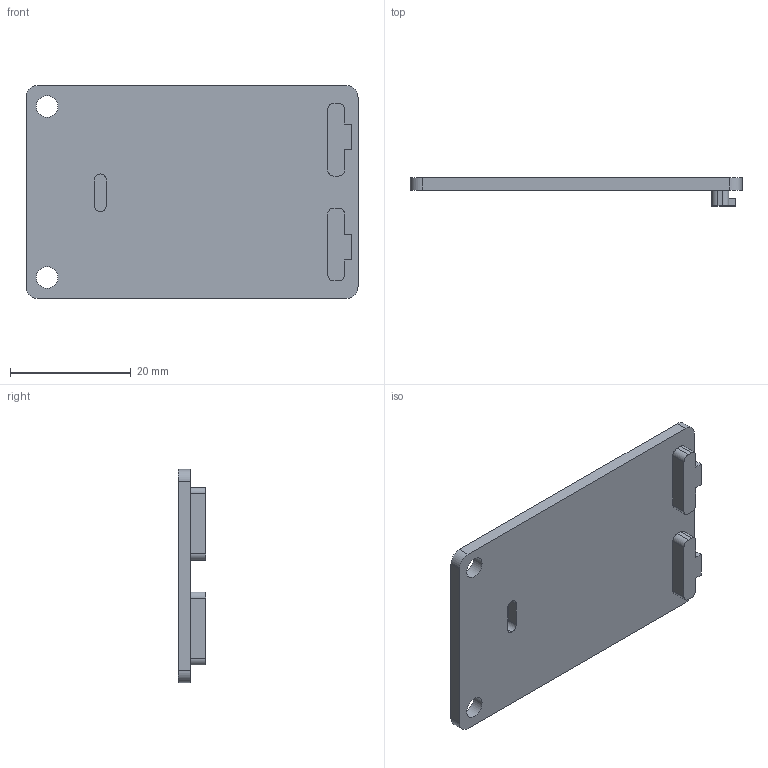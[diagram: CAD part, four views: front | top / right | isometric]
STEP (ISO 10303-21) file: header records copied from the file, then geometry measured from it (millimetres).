
FILE_DESCRIPTION(/* description */ (''),/* implementation_level */ '2;1');
FILE_NAME(/* name */ 'ant-usb-c-enclosure-top.step',/* time_stamp */ '2019-08-10T01:39:18+02:00',/* author */ (''),/* organization */ (''),/* preprocessor_version */ 'ST-DEVELOPER v18',/* originating_system */ 'Autodesk Translation Framework v8.2.0.1029',/* authorisation */ '');
FILE_SCHEMA (('AUTOMOTIVE_DESIGN { 1 0 10303 214 3 1 1 }'));
Length unit declared in the file: millimetre
Products named in the file (2): enclosure1; enclosure-top
Assembly tree (1 placements, depth 2):
  enclosure1
    enclosure-top
Bounding box: 55 x 4.6 x 35.33 mm (x, y, z)
Volume: 4001.1 mm3; surface area: 4436.4 mm2
Topology: 1 solids, 1 shells, 45 faces, 120 edges, 80 vertices
Faces by surface type: plane 27, cylinder 18
Full cylindrical faces by diameter (mm): 3.6 x2
Entity records: 1485 total; most frequent: DIRECTION 252, CARTESIAN_POINT 248, ORIENTED_EDGE 240, EDGE_CURVE 120, LINE 84, VECTOR 84, AXIS2_PLACEMENT_3D 84, VERTEX_POINT 80
